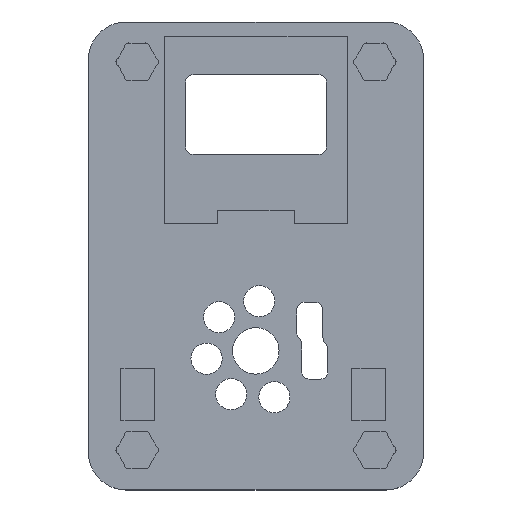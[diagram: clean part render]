
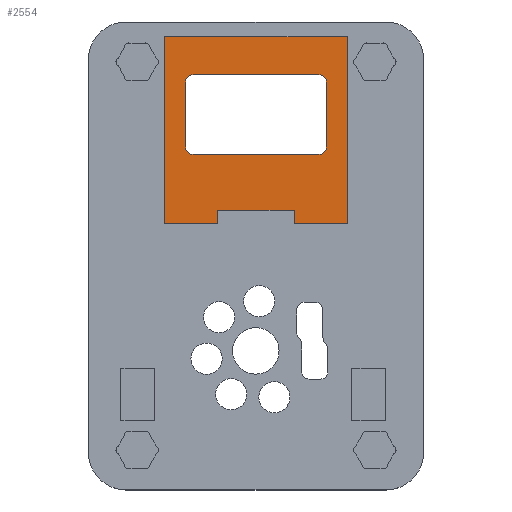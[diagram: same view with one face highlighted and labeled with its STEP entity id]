
A CAD part, top view. The second image highlights one B-rep face of the part: STEP entity #2554.
In plain terms, the highlighted planar face has unit normal (0, 0, 1).
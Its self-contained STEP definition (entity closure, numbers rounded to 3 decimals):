
#69=FACE_BOUND('',#450,.T.);
#134=CIRCLE('',#2741,1.2);
#135=CIRCLE('',#2744,1.2);
#142=CIRCLE('',#2772,1.2);
#143=CIRCLE('',#2773,1.2);
#296=FACE_OUTER_BOUND('',#449,.T.);
#449=EDGE_LOOP('',(#1993,#1994,#1995,#1996,#1997,#1998,#1999,#2000));
#450=EDGE_LOOP('',(#2001,#2002,#2003,#2004,#2005,#2006,#2007,#2008));
#627=LINE('',#3968,#885);
#631=LINE('',#3977,#889);
#654=LINE('',#4039,#912);
#658=LINE('',#4046,#916);
#661=LINE('',#4052,#919);
#664=LINE('',#4058,#922);
#667=LINE('',#4064,#925);
#670=LINE('',#4070,#928);
#673=LINE('',#4076,#931);
#675=LINE('',#4079,#933);
#676=LINE('',#4082,#934);
#677=LINE('',#4086,#935);
#885=VECTOR('',#3198,10.);
#889=VECTOR('',#3208,10.);
#912=VECTOR('',#3273,10.);
#916=VECTOR('',#3279,10.);
#919=VECTOR('',#3284,10.);
#922=VECTOR('',#3289,10.);
#925=VECTOR('',#3294,10.);
#928=VECTOR('',#3299,10.);
#931=VECTOR('',#3304,10.);
#933=VECTOR('',#3308,10.);
#934=VECTOR('',#3311,10.);
#935=VECTOR('',#3314,10.);
#1143=VERTEX_POINT('',#3965);
#1144=VERTEX_POINT('',#3967);
#1145=VERTEX_POINT('',#3971);
#1146=VERTEX_POINT('',#3975);
#1147=VERTEX_POINT('',#3979);
#1163=VERTEX_POINT('',#4036);
#1164=VERTEX_POINT('',#4038);
#1166=VERTEX_POINT('',#4044);
#1168=VERTEX_POINT('',#4050);
#1170=VERTEX_POINT('',#4056);
#1172=VERTEX_POINT('',#4062);
#1174=VERTEX_POINT('',#4068);
#1176=VERTEX_POINT('',#4074);
#1177=VERTEX_POINT('',#4081);
#1178=VERTEX_POINT('',#4083);
#1179=VERTEX_POINT('',#4085);
#1429=EDGE_CURVE('',#1143,#1144,#627,.T.);
#1432=EDGE_CURVE('',#1145,#1143,#134,.T.);
#1434=EDGE_CURVE('',#1146,#1145,#631,.T.);
#1436=EDGE_CURVE('',#1147,#1146,#135,.T.);
#1464=EDGE_CURVE('',#1163,#1164,#654,.T.);
#1468=EDGE_CURVE('',#1166,#1163,#658,.T.);
#1471=EDGE_CURVE('',#1168,#1166,#661,.T.);
#1474=EDGE_CURVE('',#1170,#1168,#664,.T.);
#1477=EDGE_CURVE('',#1172,#1170,#667,.T.);
#1480=EDGE_CURVE('',#1174,#1172,#670,.T.);
#1483=EDGE_CURVE('',#1176,#1174,#673,.T.);
#1485=EDGE_CURVE('',#1164,#1176,#675,.T.);
#1486=EDGE_CURVE('',#1177,#1147,#676,.T.);
#1487=EDGE_CURVE('',#1178,#1177,#142,.T.);
#1488=EDGE_CURVE('',#1179,#1178,#677,.T.);
#1489=EDGE_CURVE('',#1144,#1179,#143,.T.);
#1993=ORIENTED_EDGE('',*,*,#1485,.F.);
#1994=ORIENTED_EDGE('',*,*,#1464,.F.);
#1995=ORIENTED_EDGE('',*,*,#1468,.F.);
#1996=ORIENTED_EDGE('',*,*,#1471,.F.);
#1997=ORIENTED_EDGE('',*,*,#1474,.F.);
#1998=ORIENTED_EDGE('',*,*,#1477,.F.);
#1999=ORIENTED_EDGE('',*,*,#1480,.F.);
#2000=ORIENTED_EDGE('',*,*,#1483,.F.);
#2001=ORIENTED_EDGE('',*,*,#1436,.F.);
#2002=ORIENTED_EDGE('',*,*,#1486,.F.);
#2003=ORIENTED_EDGE('',*,*,#1487,.F.);
#2004=ORIENTED_EDGE('',*,*,#1488,.F.);
#2005=ORIENTED_EDGE('',*,*,#1489,.F.);
#2006=ORIENTED_EDGE('',*,*,#1429,.F.);
#2007=ORIENTED_EDGE('',*,*,#1432,.F.);
#2008=ORIENTED_EDGE('',*,*,#1434,.F.);
#2441=PLANE('',#2771);
#2554=ADVANCED_FACE('',(#296,#69),#2441,.F.);
#2741=AXIS2_PLACEMENT_3D('',#3973,#3203,#3204);
#2744=AXIS2_PLACEMENT_3D('',#3981,#3212,#3213);
#2771=AXIS2_PLACEMENT_3D('',#4080,#3309,#3310);
#2772=AXIS2_PLACEMENT_3D('',#4084,#3312,#3313);
#2773=AXIS2_PLACEMENT_3D('',#4087,#3315,#3316);
#3198=DIRECTION('',(-1.,0.,0.));
#3203=DIRECTION('center_axis',(0.,0.,1.));
#3204=DIRECTION('ref_axis',(0.707,0.707,0.));
#3208=DIRECTION('',(0.,1.,0.));
#3212=DIRECTION('center_axis',(0.,0.,1.));
#3213=DIRECTION('ref_axis',(0.707,-0.707,0.));
#3273=DIRECTION('',(0.,1.,0.));
#3279=DIRECTION('',(-1.,0.,0.));
#3284=DIRECTION('',(0.,-1.,0.));
#3289=DIRECTION('',(1.,0.,0.));
#3294=DIRECTION('',(0.,1.,0.));
#3299=DIRECTION('',(-1.,0.,0.));
#3304=DIRECTION('',(0.,-1.,0.));
#3308=DIRECTION('',(-1.,0.,0.));
#3309=DIRECTION('center_axis',(0.,0.,-1.));
#3310=DIRECTION('ref_axis',(-1.,0.,0.));
#3311=DIRECTION('',(1.,0.,0.));
#3312=DIRECTION('center_axis',(0.,0.,1.));
#3313=DIRECTION('ref_axis',(-0.707,-0.707,0.));
#3314=DIRECTION('',(0.,-1.,0.));
#3315=DIRECTION('center_axis',(0.,0.,1.));
#3316=DIRECTION('ref_axis',(-0.707,0.707,0.));
#3965=CARTESIAN_POINT('',(36.96,66.607,-1.7));
#3967=CARTESIAN_POINT('',(16.76,66.607,-1.7));
#3968=CARTESIAN_POINT('',(32.509,66.607,-1.7));
#3971=CARTESIAN_POINT('',(38.16,65.407,-1.7));
#3973=CARTESIAN_POINT('Origin',(36.96,65.407,-1.7));
#3975=CARTESIAN_POINT('',(38.16,55.007,-1.7));
#3977=CARTESIAN_POINT('',(38.16,55.747,-1.7));
#3979=CARTESIAN_POINT('',(36.96,53.807,-1.7));
#3981=CARTESIAN_POINT('Origin',(36.96,55.007,-1.7));
#4036=CARTESIAN_POINT('',(32.958,42.686,-1.7));
#4038=CARTESIAN_POINT('',(32.958,44.886,-1.7));
#4039=CARTESIAN_POINT('',(32.958,42.686,-1.7));
#4044=CARTESIAN_POINT('',(41.458,42.686,-1.7));
#4046=CARTESIAN_POINT('',(41.458,42.686,-1.7));
#4050=CARTESIAN_POINT('',(41.458,72.686,-1.7));
#4052=CARTESIAN_POINT('',(41.458,72.686,-1.7));
#4056=CARTESIAN_POINT('',(12.258,72.686,-1.7));
#4058=CARTESIAN_POINT('',(12.258,72.686,-1.7));
#4062=CARTESIAN_POINT('',(12.258,42.686,-1.7));
#4064=CARTESIAN_POINT('',(12.258,42.686,-1.7));
#4068=CARTESIAN_POINT('',(20.758,42.686,-1.7));
#4070=CARTESIAN_POINT('',(20.758,42.686,-1.7));
#4074=CARTESIAN_POINT('',(20.758,44.886,-1.7));
#4076=CARTESIAN_POINT('',(20.758,44.886,-1.7));
#4079=CARTESIAN_POINT('',(32.958,44.886,-1.7));
#4080=CARTESIAN_POINT('Origin',(26.858,57.686,-1.7));
#4081=CARTESIAN_POINT('',(16.76,53.807,-1.7));
#4082=CARTESIAN_POINT('',(21.209,53.807,-1.7));
#4083=CARTESIAN_POINT('',(15.56,55.007,-1.7));
#4084=CARTESIAN_POINT('Origin',(16.76,55.007,-1.7));
#4085=CARTESIAN_POINT('',(15.56,65.407,-1.7));
#4086=CARTESIAN_POINT('',(15.56,62.147,-1.7));
#4087=CARTESIAN_POINT('Origin',(16.76,65.407,-1.7));
